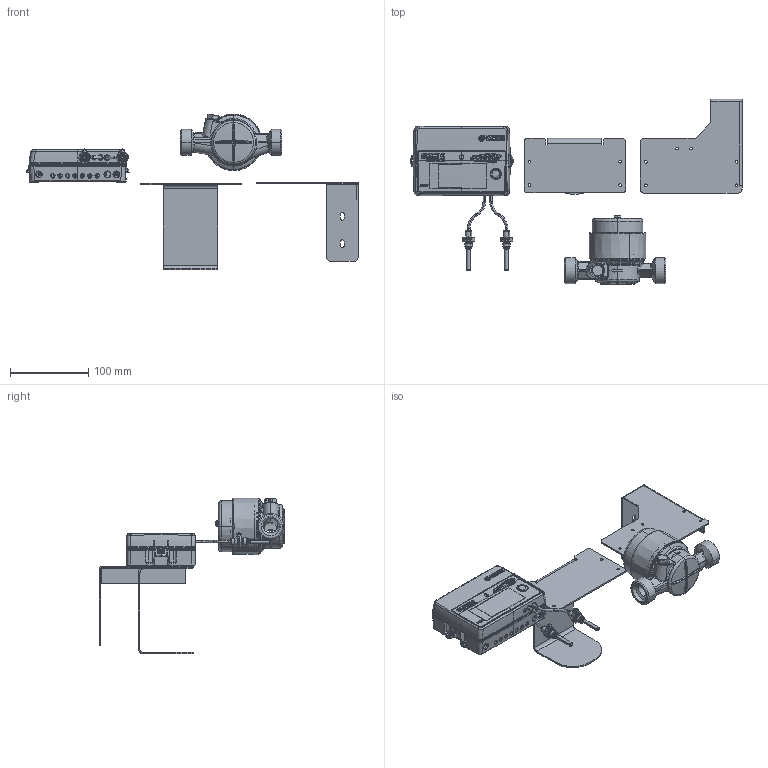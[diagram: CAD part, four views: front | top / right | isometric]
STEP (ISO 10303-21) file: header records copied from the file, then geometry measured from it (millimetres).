
FILE_DESCRIPTION(('CATIA V5 STEP Exchange','CAx-IF Rec.Pracs.--- Model Styling and Organization---1.4--- 2014-01-23','CAx-IF Rec.Pracs.---3D Tessellated Data Validation Properties---0.5---2014-09-14'),'2;1');
FILE_NAME('STEP_750405K_-_TST.stp','2022-04-07T08:49:06+00:00',('none'),('none'),'CATIA Version 5-6 Release 2019 SP3','CATIA V5 STEP AP242 v1','none');
FILE_SCHEMA(('AP242_MANAGED_MODEL_BASED_3D_ENGINEERING_MIM_LF {1 0 10303 442 1 1 4}'));
Products named in the file (1): 750405K - TST
Bounding box: 424.91 x 237.23 x 199.6 mm (x, y, z)
Volume: 287757 mm3; surface area: 276495.6 mm2
Topology: 13 solids, 76 shells, 7392 faces, 19064 edges, 11612 vertices
Faces by surface type: cylinder 1714, bspline 1643, plane 1527, torus 1060, cone 660, extrusion 534, sphere 242, revolution 12
Entity records: 326238 total; most frequent: CARTESIAN_POINT 169354, ORIENTED_EDGE 36949, DIRECTION 20061, EDGE_CURVE 18794, VERTEX_POINT 11612, AXIS2_PLACEMENT_3D 9476, B_SPLINE_CURVE_WITH_KNOTS 8532, EDGE_LOOP 7767
